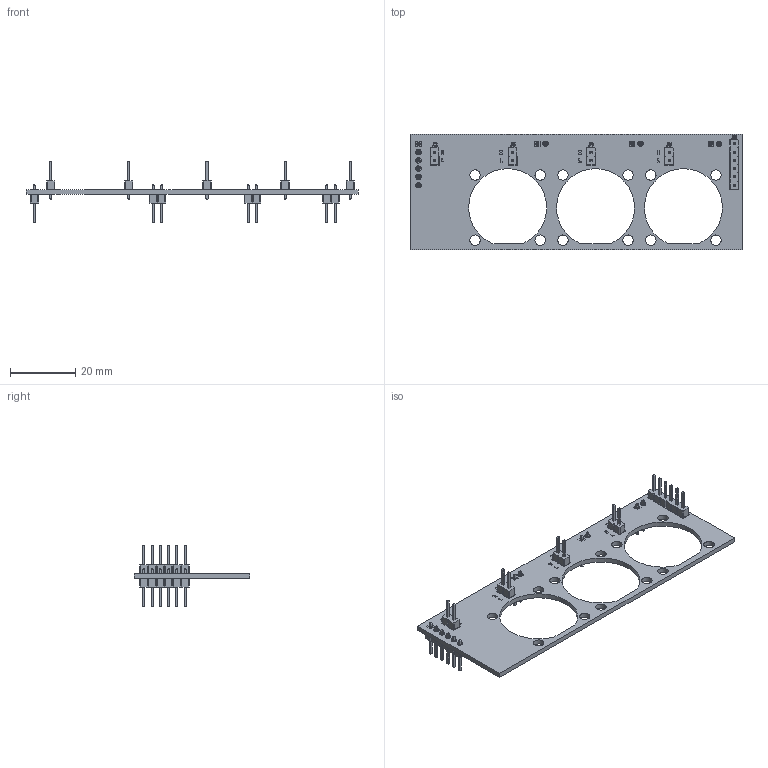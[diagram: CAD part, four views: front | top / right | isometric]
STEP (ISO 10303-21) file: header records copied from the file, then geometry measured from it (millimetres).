
FILE_DESCRIPTION(('KiCad electronic assembly'),'2;1');
FILE_NAME('can_connector.step','2025-10-01T11:02:26',('Pcbnew'),('Kicad' ),'Open CASCADE STEP processor 7.9','KiCad to STEP converter', 'Unknown');
FILE_SCHEMA(('AUTOMOTIVE_DESIGN { 1 0 10303 214 1 1 1 1 }'));
Length unit declared in the file: millimetre
Products named in the file (6): can_connector 1; PinHeader_1x02_P2.54mm_Vertical; PinHeader_1x06_P2.54mm_Vertical; can_connector_pad; can_connector_silkscreen; can_connector_PCB
Assembly tree (12 placements, depth 2):
  can_connector 1
    PinHeader_1x02_P2.54mm_Vertical  x7
    PinHeader_1x06_P2.54mm_Vertical  x2
    can_connector_pad
    can_connector_silkscreen
    can_connector_PCB
Bounding box: 102 x 35.6 x 18.76 mm (x, y, z)
Volume: 3807.8 mm3; surface area: 7289.7 mm2
Topology: 88 solids, 182 shells, 1170 faces, 3728 edges, 2880 vertices
Faces by surface type: plane 991, cylinder 179
Full cylindrical faces by diameter (mm): 0.95 x78, 1 x52, 1.7 x34, 3.2 x12
Entity records: 31831 total; most frequent: CARTESIAN_POINT 5569, DIRECTION 4860, ORIENTED_EDGE 3892, EDGE_CURVE 2642, VERTEX_POINT 2204, LINE 1870, VECTOR 1870, AXIS2_PLACEMENT_3D 1495
